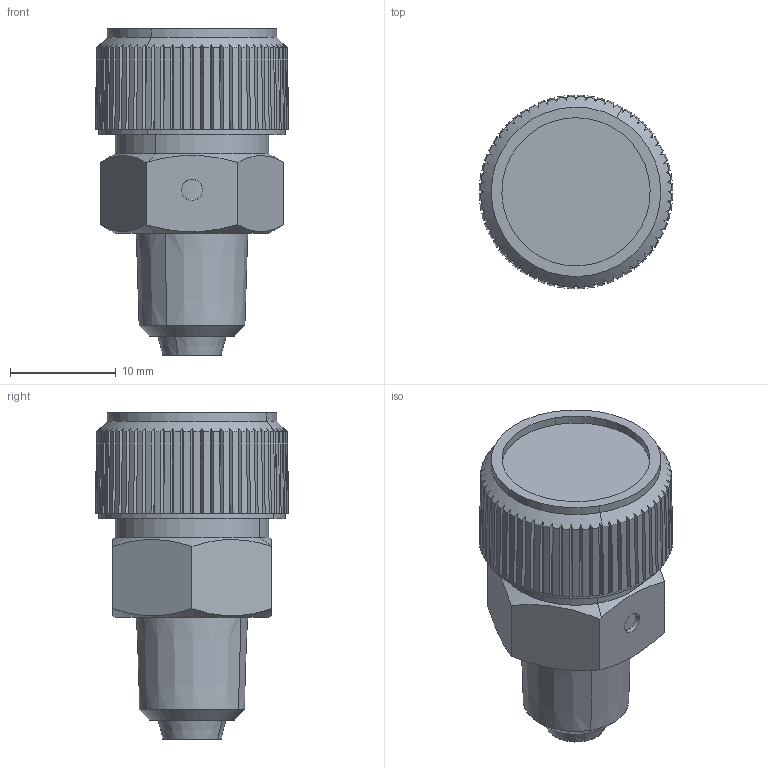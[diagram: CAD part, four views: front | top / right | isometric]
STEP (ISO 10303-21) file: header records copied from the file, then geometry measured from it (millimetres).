
FILE_DESCRIPTION(('CATIA V5 STEP Exchange','CAx-IF Rec.Pracs.--- Model Styling and Organization---1.4--- 2014-01-23','CAx-IF Rec.Pracs.---3D Tessellated Data Validation Properties---0.5---2014-09-14'),'2;1');
FILE_NAME('STEP_508013A_-_TST.stp','2020-02-26T09:37:40+00:00',('none'),('none'),'CATIA Version 5-6 Release 2019 SP3','CATIA V5 STEP AP242 v1','none');
FILE_SCHEMA(('AP242_MANAGED_MODEL_BASED_3D_ENGINEERING_MIM_LF {1 0 10303 442 1 1 4}'));
Length unit declared in the file: millimetre
Products named in the file (1): 508013A - TST
Bounding box: 18.27 x 18.27 x 30.8 mm (x, y, z)
Volume: 4927.7 mm3; surface area: 2052.3 mm2
Topology: 1 solids, 1 shells, 221 faces, 628 edges, 416 vertices
Faces by surface type: plane 134, cone 75, cylinder 10, bspline 2
Entity records: 6985 total; most frequent: CARTESIAN_POINT 2026, ORIENTED_EDGE 1256, DIRECTION 661, EDGE_CURVE 628, VERTEX_POINT 416, AXIS2_PLACEMENT_3D 303, B_SPLINE_CURVE_WITH_KNOTS 260, EDGE_LOOP 228
